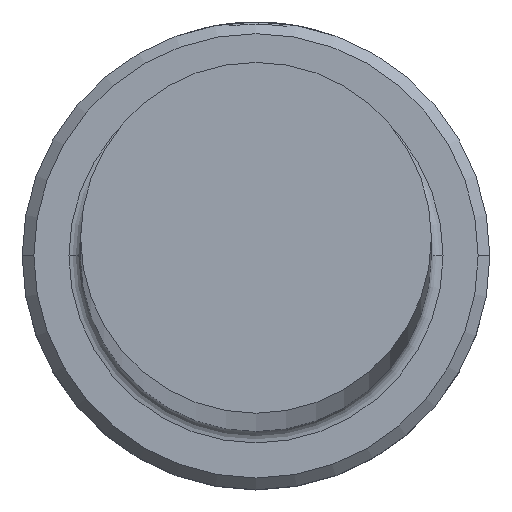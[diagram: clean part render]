
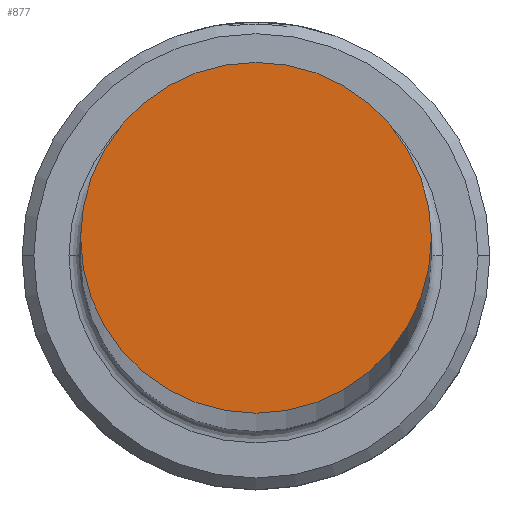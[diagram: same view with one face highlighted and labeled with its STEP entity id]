
A CAD part, top view. The second image highlights one B-rep face of the part: STEP entity #877.
In plain terms, the highlighted planar face has unit normal (0, 0, 1).
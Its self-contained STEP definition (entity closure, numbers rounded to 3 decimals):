
#70 = CARTESIAN_POINT ( 'NONE',  ( 7.5, 0., 450. ) ) ;
#80 = DIRECTION ( 'NONE',  ( 1., 0., 0. ) ) ;
#111 = VERTEX_POINT ( 'NONE', #860 ) ;
#122 = CIRCLE ( 'NONE', #1087, 7.5 ) ;
#140 = DIRECTION ( 'NONE',  ( 1., 0., 0. ) ) ;
#207 = EDGE_LOOP ( 'NONE', ( #797, #1155 ) ) ;
#220 = DIRECTION ( 'NONE',  ( 0., 0., 1. ) ) ;
#224 = CARTESIAN_POINT ( 'NONE',  ( 0., 0., 450. ) ) ;
#263 = CARTESIAN_POINT ( 'NONE',  ( 0., 0., 450. ) ) ;
#268 = DIRECTION ( 'NONE',  ( 0., 0., 1. ) ) ;
#315 = CIRCLE ( 'NONE', #1139, 7.5 ) ;
#369 = PLANE ( 'NONE',  #798 ) ;
#610 = EDGE_CURVE ( 'NONE', #805, #111, #315, .T. ) ;
#625 = FACE_OUTER_BOUND ( 'NONE', #207, .T. ) ;
#647 = EDGE_CURVE ( 'NONE', #111, #805, #122, .T. ) ;
#672 = DIRECTION ( 'NONE',  ( 0., 0., 1. ) ) ;
#797 = ORIENTED_EDGE ( 'NONE', *, *, #647, .T. ) ;
#798 = AXIS2_PLACEMENT_3D ( 'NONE', #852, #672, #80 ) ;
#800 = DIRECTION ( 'NONE',  ( 1., 0., 0. ) ) ;
#805 = VERTEX_POINT ( 'NONE', #70 ) ;
#852 = CARTESIAN_POINT ( 'NONE',  ( 0., 0., 450. ) ) ;
#860 = CARTESIAN_POINT ( 'NONE',  ( -7.5, 0., 450. ) ) ;
#877 = ADVANCED_FACE ( 'NONE', ( #625 ), #369, .T. ) ;
#1087 = AXIS2_PLACEMENT_3D ( 'NONE', #263, #268, #800 ) ;
#1139 = AXIS2_PLACEMENT_3D ( 'NONE', #224, #220, #140 ) ;
#1155 = ORIENTED_EDGE ( 'NONE', *, *, #610, .T. ) ;
